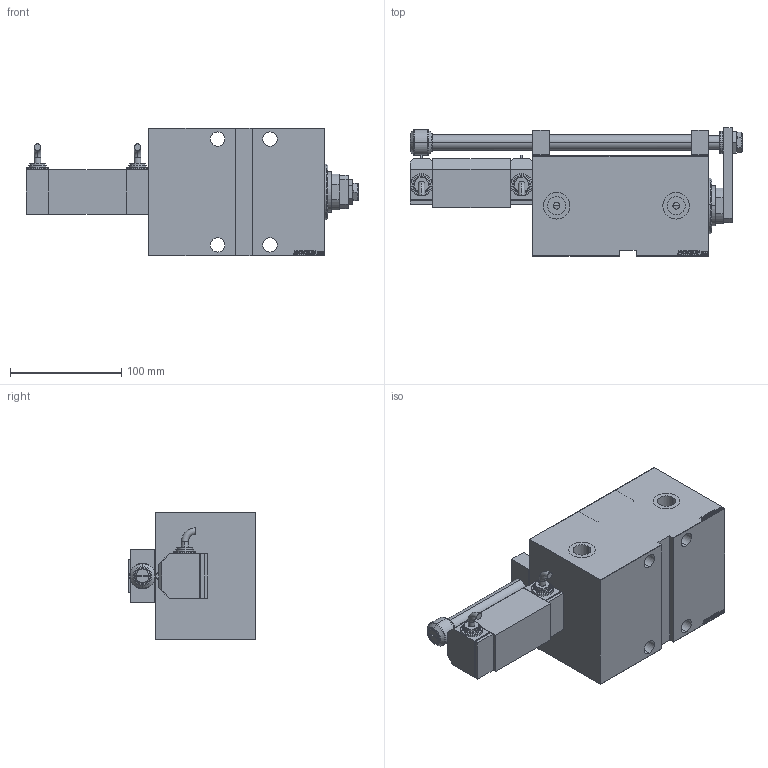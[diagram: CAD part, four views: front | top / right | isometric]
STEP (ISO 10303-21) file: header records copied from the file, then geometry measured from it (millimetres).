
FILE_DESCRIPTION (( 'STEP AP203' ), '1' );
FILE_NAME ('5a63.STEP', '2024-02-13T10:09:41', ( '' ), ( '' ), 'SwSTEP 2.0', 'SolidWorks 2019', '' );
FILE_SCHEMA (( 'CONFIG_CONTROL_DESIGN' ));
Length unit declared in the file: millimetre
Products named in the file (14): V450CM_G_VCP a45a49a82505b4b6a52c57f19ec5ff25; Zatka_OIL_PORT a45a49a82505b4b6a52c57f19ec5ff25; ZARAZKA_P a45a49a82505b4b6a52c57f19ec5ff25; NUT_D19_P a45a49a82505b4b6a52c57f19ec5ff25; V450CM_G_Body a45a49a82505b4b6a52c57f19ec5ff25; NUT_D16 a45a49a82505b4b6a52c57f19ec5ff25; 5a63; TYC_P a45a49a82505b4b6a52c57f19ec5ff25; SWITCH DIM W_B a45a49a82505b4b6a52c57f19ec5ff25; KROUZEK_PRO_TYC a45a49a82505b4b6a52c57f19ec5ff25; V450CM_VC_G a45a49a82505b4b6a52c57f19ec5ff25; MIDDLE a45a49a82505b4b6a52c57f19ec5ff25; SWITCH P a45a49a82505b4b6a52c57f19ec5ff25; SWITCH_P_FRONT_BACK a45a49a82505b4b6a52c57f19ec5ff25
Assembly tree (16 placements, depth 2):
  5a63
    V450CM_G_Body a45a49a82505b4b6a52c57f19ec5ff25
    V450CM_G_VCP a45a49a82505b4b6a52c57f19ec5ff25
    V450CM_VC_G a45a49a82505b4b6a52c57f19ec5ff25
    NUT_D16 a45a49a82505b4b6a52c57f19ec5ff25
    NUT_D19_P a45a49a82505b4b6a52c57f19ec5ff25
    SWITCH DIM W_B a45a49a82505b4b6a52c57f19ec5ff25
    SWITCH P a45a49a82505b4b6a52c57f19ec5ff25  x2
    SWITCH_P_FRONT_BACK a45a49a82505b4b6a52c57f19ec5ff25  x2
    TYC_P a45a49a82505b4b6a52c57f19ec5ff25
    ZARAZKA_P a45a49a82505b4b6a52c57f19ec5ff25
    KROUZEK_PRO_TYC a45a49a82505b4b6a52c57f19ec5ff25
    MIDDLE a45a49a82505b4b6a52c57f19ec5ff25
    Zatka_OIL_PORT a45a49a82505b4b6a52c57f19ec5ff25  x2
Bounding box: 298.5 x 115 x 115 mm (x, y, z)
Volume: 1657041.8 mm3; surface area: 236427.1 mm2
Topology: 16 solids, 16 shells, 1116 faces, 2784 edges, 1824 vertices
Faces by surface type: plane 551, bspline 380, cylinder 112, cone 41, torus 32
Entity records: 49495 total; most frequent: CARTESIAN_POINT 25530, ORIENTED_EDGE 5188, DIRECTION 3409, EDGE_CURVE 2594, VERTEX_POINT 1704, VECTOR 1523, LINE 1523, EDGE_LOOP 1182
